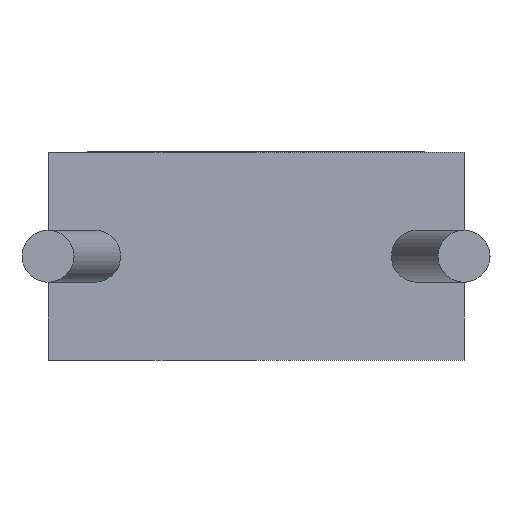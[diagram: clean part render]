
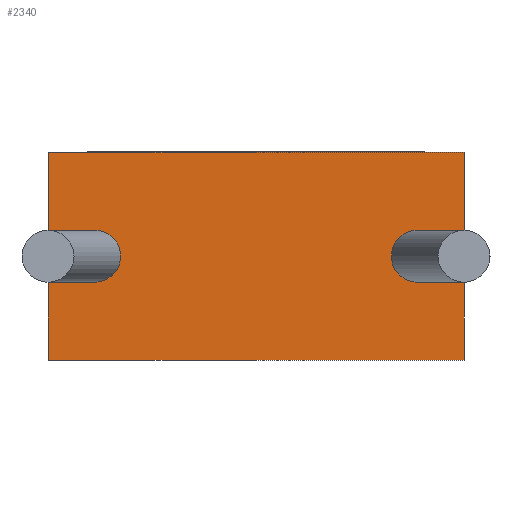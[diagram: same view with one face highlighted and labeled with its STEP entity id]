
A CAD part, front view. The second image highlights one B-rep face of the part: STEP entity #2340.
In plain terms, the highlighted planar face has unit normal (0, -1, 0).
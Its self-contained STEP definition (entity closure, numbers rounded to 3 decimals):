
#140 = VERTEX_POINT ( 'NONE', #1373 ) ;
#145 = CARTESIAN_POINT ( 'NONE',  ( 5.08, 0., 0. ) ) ;
#151 = DIRECTION ( 'NONE',  ( 0., 1., 0. ) ) ;
#203 = VERTEX_POINT ( 'NONE', #994 ) ;
#204 = DIRECTION ( 'NONE',  ( 0., 0., -1. ) ) ;
#255 = EDGE_CURVE ( 'NONE', #2064, #140, #1318, .T. ) ;
#337 = CARTESIAN_POINT ( 'NONE',  ( 4.51, 0., 1.27 ) ) ;
#358 = DIRECTION ( 'NONE',  ( 0., 0., -1. ) ) ;
#441 = EDGE_CURVE ( 'NONE', #2212, #2166, #2182, .T. ) ;
#464 = DIRECTION ( 'NONE',  ( 0., 1., 0. ) ) ;
#544 = ORIENTED_EDGE ( 'NONE', *, *, #441, .T. ) ;
#565 = VERTEX_POINT ( 'NONE', #2119 ) ;
#619 = FACE_BOUND ( 'NONE', #921, .T. ) ;
#649 = PLANE ( 'NONE',  #1142 ) ;
#651 = FACE_BOUND ( 'NONE', #1252, .T. ) ;
#659 = CARTESIAN_POINT ( 'NONE',  ( 0., 0., 2.54 ) ) ;
#660 = EDGE_CURVE ( 'NONE', #2166, #2212, #2432, .T. ) ;
#693 = CIRCLE ( 'NONE', #2412, 0.318 ) ;
#739 = CARTESIAN_POINT ( 'NONE',  ( 5.08, 0., 2.54 ) ) ;
#742 = CARTESIAN_POINT ( 'NONE',  ( 0.57, 0., 1.27 ) ) ;
#788 = VERTEX_POINT ( 'NONE', #145 ) ;
#919 = EDGE_CURVE ( 'NONE', #565, #788, #1355, .T. ) ;
#921 = EDGE_LOOP ( 'NONE', ( #2356, #544 ) ) ;
#939 = EDGE_LOOP ( 'NONE', ( #1817, #2057, #2392, #1800 ) ) ;
#950 = EDGE_CURVE ( 'NONE', #2064, #565, #1149, .T. ) ;
#971 = CARTESIAN_POINT ( 'NONE',  ( 0., 0., 2.54 ) ) ;
#994 = CARTESIAN_POINT ( 'NONE',  ( 0.57, 0., 1.588 ) ) ;
#1020 = CARTESIAN_POINT ( 'NONE',  ( 4.51, 0., 0.953 ) ) ;
#1039 = DIRECTION ( 'NONE',  ( 0., 0., 1. ) ) ;
#1058 = CIRCLE ( 'NONE', #2524, 0.318 ) ;
#1086 = CARTESIAN_POINT ( 'NONE',  ( 0.57, 0., 0.953 ) ) ;
#1127 = DIRECTION ( 'NONE',  ( 0., -1., 0. ) ) ;
#1142 = AXIS2_PLACEMENT_3D ( 'NONE', #2011, #464, #1039 ) ;
#1149 = LINE ( 'NONE', #659, #1731 ) ;
#1217 = ORIENTED_EDGE ( 'NONE', *, *, #1306, .F. ) ;
#1243 = VERTEX_POINT ( 'NONE', #1086 ) ;
#1252 = EDGE_LOOP ( 'NONE', ( #1217, #2178 ) ) ;
#1269 = DIRECTION ( 'NONE',  ( 1., 0., 0. ) ) ;
#1294 = CARTESIAN_POINT ( 'NONE',  ( 4.51, 0., 1.27 ) ) ;
#1306 = EDGE_CURVE ( 'NONE', #1243, #203, #693, .T. ) ;
#1309 = AXIS2_PLACEMENT_3D ( 'NONE', #337, #151, #1691 ) ;
#1318 = LINE ( 'NONE', #2465, #2272 ) ;
#1355 = LINE ( 'NONE', #2423, #2221 ) ;
#1365 = LINE ( 'NONE', #739, #2507 ) ;
#1373 = CARTESIAN_POINT ( 'NONE',  ( 5.08, 0., 2.54 ) ) ;
#1484 = DIRECTION ( 'NONE',  ( 0., 1., 0. ) ) ;
#1487 = DIRECTION ( 'NONE',  ( 0., 0., -1. ) ) ;
#1536 = CARTESIAN_POINT ( 'NONE',  ( 0.57, 0., 1.27 ) ) ;
#1544 = EDGE_CURVE ( 'NONE', #203, #1243, #1058, .T. ) ;
#1618 = DIRECTION ( 'NONE',  ( 1., 0., 0. ) ) ;
#1687 = DIRECTION ( 'NONE',  ( 0., 0., -1. ) ) ;
#1691 = DIRECTION ( 'NONE',  ( 0., 0., -1. ) ) ;
#1731 = VECTOR ( 'NONE', #2030, 1000. ) ;
#1748 = DIRECTION ( 'NONE',  ( 0., -1., 0. ) ) ;
#1776 = FACE_OUTER_BOUND ( 'NONE', #939, .T. ) ;
#1800 = ORIENTED_EDGE ( 'NONE', *, *, #950, .T. ) ;
#1817 = ORIENTED_EDGE ( 'NONE', *, *, #919, .T. ) ;
#1909 = EDGE_CURVE ( 'NONE', #140, #788, #1365, .T. ) ;
#2011 = CARTESIAN_POINT ( 'NONE',  ( 0., 0., 2.54 ) ) ;
#2030 = DIRECTION ( 'NONE',  ( 0., 0., -1. ) ) ;
#2057 = ORIENTED_EDGE ( 'NONE', *, *, #1909, .F. ) ;
#2064 = VERTEX_POINT ( 'NONE', #971 ) ;
#2119 = CARTESIAN_POINT ( 'NONE',  ( 0., 0., 0. ) ) ;
#2166 = VERTEX_POINT ( 'NONE', #1020 ) ;
#2178 = ORIENTED_EDGE ( 'NONE', *, *, #1544, .F. ) ;
#2182 = CIRCLE ( 'NONE', #2236, 0.318 ) ;
#2186 = CARTESIAN_POINT ( 'NONE',  ( 4.51, 0., 1.588 ) ) ;
#2212 = VERTEX_POINT ( 'NONE', #2186 ) ;
#2221 = VECTOR ( 'NONE', #1618, 1000. ) ;
#2236 = AXIS2_PLACEMENT_3D ( 'NONE', #1294, #1484, #1687 ) ;
#2272 = VECTOR ( 'NONE', #1269, 1000. ) ;
#2340 = ADVANCED_FACE ( 'NONE', ( #619, #1776, #651 ), #649, .F. ) ;
#2356 = ORIENTED_EDGE ( 'NONE', *, *, #660, .T. ) ;
#2392 = ORIENTED_EDGE ( 'NONE', *, *, #255, .F. ) ;
#2412 = AXIS2_PLACEMENT_3D ( 'NONE', #742, #1127, #1487 ) ;
#2423 = CARTESIAN_POINT ( 'NONE',  ( 0., 0., 0. ) ) ;
#2432 = CIRCLE ( 'NONE', #1309, 0.318 ) ;
#2465 = CARTESIAN_POINT ( 'NONE',  ( 0., 0., 2.54 ) ) ;
#2507 = VECTOR ( 'NONE', #358, 1000. ) ;
#2524 = AXIS2_PLACEMENT_3D ( 'NONE', #1536, #1748, #204 ) ;
